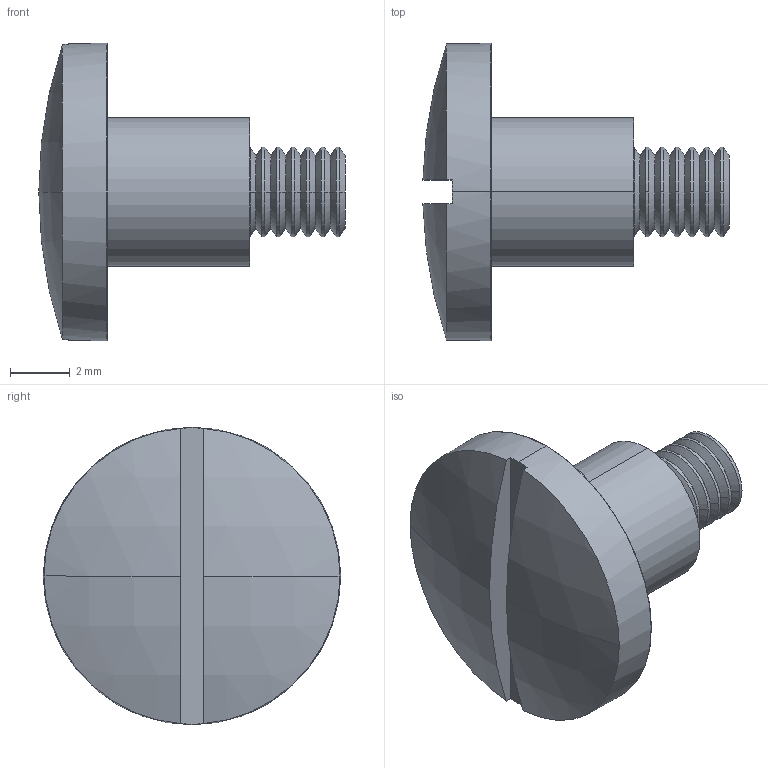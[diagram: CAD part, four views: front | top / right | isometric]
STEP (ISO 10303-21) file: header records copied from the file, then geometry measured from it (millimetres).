
FILE_DESCRIPTION (( 'STEP AP214' ), '1' );
FILE_NAME ('Secondary Carriage Movement Screw M3 x 8 x 3 Binding.STEP', '2025-07-06T08:35:34', ( '' ), ( '' ), 'SwSTEP 2.0', 'SolidWorks 2025', '' );
FILE_SCHEMA (( 'AUTOMOTIVE_DESIGN' ));
Length unit declared in the file: millimetre
Products named in the file (1): Secondary Carriage Movement Screw M3 x 8 x 3 Binding_JIS B 1101 Binding head screw M3 x 5 --5S
Bounding box: 10.29 x 10 x 10 mm (x, y, z)
Volume: 256.4 mm3; surface area: 336.5 mm2
Topology: 1 solids, 1 shells, 56 faces, 142 edges, 90 vertices
Faces by surface type: cone 28, cylinder 18, plane 6, sphere 4
Entity records: 1774 total; most frequent: DIRECTION 342, CARTESIAN_POINT 313, ORIENTED_EDGE 284, AXIS2_PLACEMENT_3D 147, EDGE_CURVE 142, VERTEX_POINT 90, CIRCLE 90, EDGE_LOOP 58
